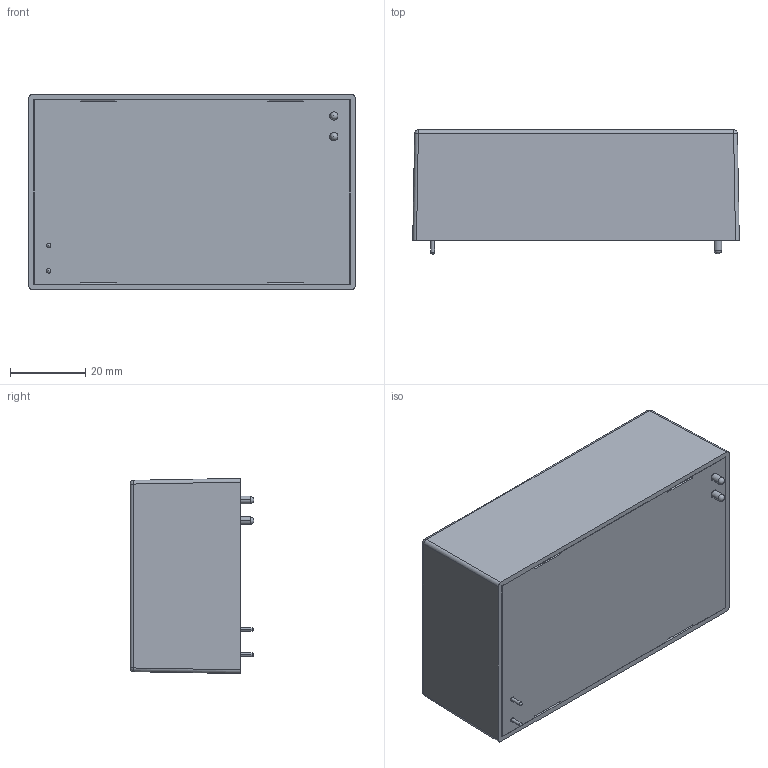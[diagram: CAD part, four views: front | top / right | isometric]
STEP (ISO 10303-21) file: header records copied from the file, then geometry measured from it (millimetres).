
FILE_DESCRIPTION (( 'STEP AP214' ), '1' );
FILE_NAME ('CUI_PSK-45-48.step', '2020-10-15T16:15:32', ( '' ), ( '' ), 'SwSTEP 2.0', 'SolidWorks 2020', '' );
FILE_SCHEMA (( 'AUTOMOTIVE_DESIGN' ));
Length unit declared in the file: inch
Products named in the file (1): CUI_PSK-45-48
Bounding box: 87 x 33 x 52 mm (x, y, z)
Volume: 130527.9 mm3; surface area: 17368.8 mm2
Topology: 1 solids, 1 shells, 117 faces, 294 edges, 182 vertices
Faces by surface type: plane 57, cylinder 34, torus 10, sphere 8, cone 8
Entity records: 3541 total; most frequent: CARTESIAN_POINT 810, ORIENTED_EDGE 564, DIRECTION 548, EDGE_CURVE 282, AXIS2_PLACEMENT_3D 205, VERTEX_POINT 178, VECTOR 138, LINE 138
